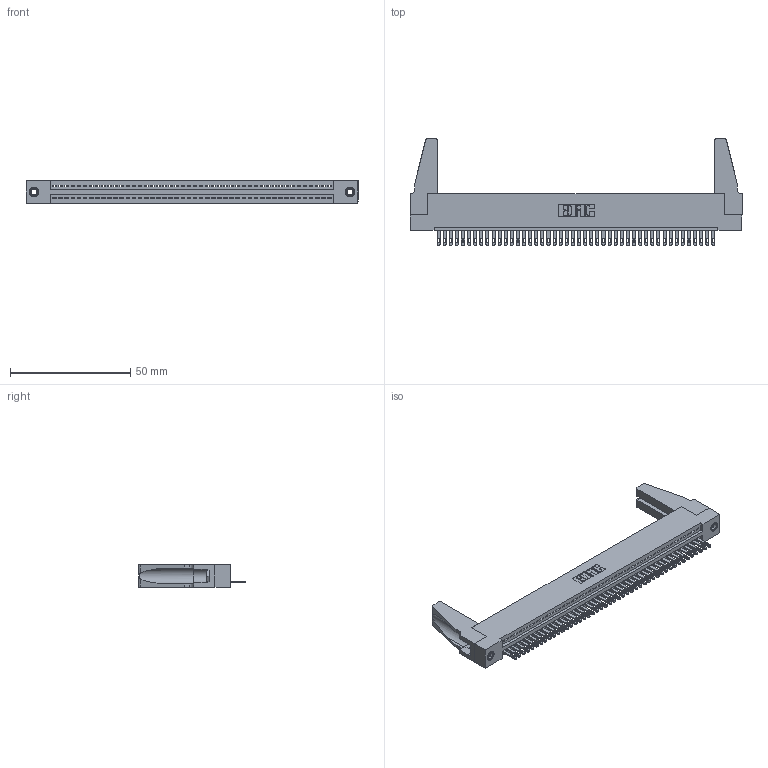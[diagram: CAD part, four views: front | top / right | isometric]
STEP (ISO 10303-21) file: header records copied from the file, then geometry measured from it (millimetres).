
FILE_DESCRIPTION (( 'STEP AP203' ), '1' );
FILE_NAME ('345-046-500-188.STEP', '2019-10-08T22:30:17', ( '' ), ( '' ), 'SwSTEP 2.0', 'SolidWorks 2016', '' );
FILE_SCHEMA (( 'CONFIG_CONTROL_DESIGN' ));
Length unit declared in the file: inch
Products named in the file (5): 345 Part_Flush Mounting Lugs - 0.156 Dia-TH; 345-250-001_345-250-001-102; 345-046-500-188; 345-292-001_345-293-100; 345-220-078_345-220-088
Assembly tree (51 placements, depth 2):
  345-046-500-188
    345 Part_Flush Mounting Lugs - 0.156 Dia-TH
    345-292-001_345-293-100  x46
    345-250-001_345-250-001-102  x2
    345-220-078_345-220-088  x2
Bounding box: 138.07 x 44.37 x 9.4 mm (x, y, z)
Volume: 16428.2 mm3; surface area: 20796.2 mm2
Topology: 51 solids, 51 shells, 2734 faces, 8383 edges, 5578 vertices
Faces by surface type: plane 1716, cylinder 1002, cone 12, torus 4
Entity records: 36160 total; most frequent: CARTESIAN_POINT 6252, ORIENTED_EDGE 6192, DIRECTION 5464, EDGE_CURVE 3096, VECTOR 2734, LINE 2734, VERTEX_POINT 2058, AXIS2_PLACEMENT_3D 1365
